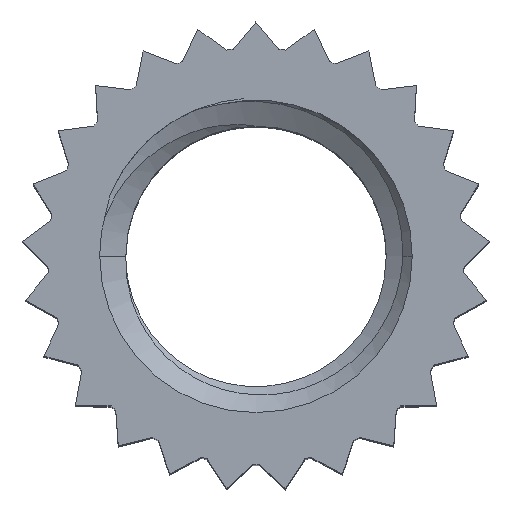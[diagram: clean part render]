
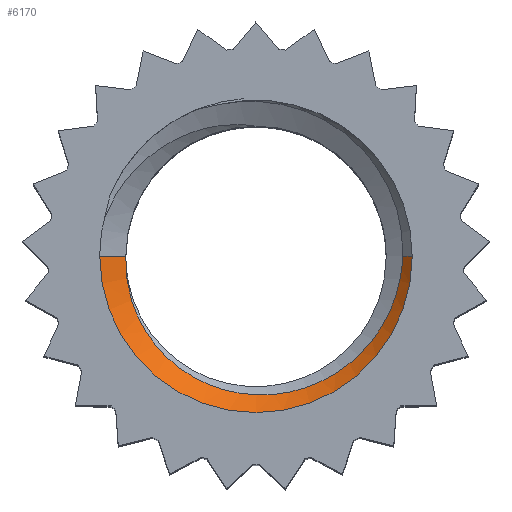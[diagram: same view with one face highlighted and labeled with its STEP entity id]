
A CAD part, top view. The second image highlights one B-rep face of the part: STEP entity #6170.
In plain terms, the highlighted conical face has half-angle 45 degrees and reference radius 1.5 mm.
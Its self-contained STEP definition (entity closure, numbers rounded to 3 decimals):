
#529 = CARTESIAN_POINT ( 'NONE',  ( 1.408, 0., 3.008 ) ) ;
#626 = CARTESIAN_POINT ( 'NONE',  ( -1.25, 0., 2.85 ) ) ;
#901 = FACE_OUTER_BOUND ( 'NONE', #6276, .T. ) ;
#929 = DIRECTION ( 'NONE',  ( 1., 0., 0. ) ) ;
#954 = CARTESIAN_POINT ( 'NONE',  ( -1.099, -0.674, 2.878 ) ) ;
#982 = CARTESIAN_POINT ( 'NONE',  ( -1.25, 0., 2.85 ) ) ;
#1138 = CIRCLE ( 'NONE', #4136, 1.5 ) ;
#1175 = CARTESIAN_POINT ( 'NONE',  ( -0.604, -1.16, 2.905 ) ) ;
#1198 = CONICAL_SURFACE ( 'NONE', #7347, 1.5, 0.785 ) ;
#1202 = CARTESIAN_POINT ( 'NONE',  ( 1.364, -0.347, 2.997 ) ) ;
#1218 = ORIENTED_EDGE ( 'NONE', *, *, #5467, .F. ) ;
#1328 = DIRECTION ( 'NONE',  ( -0.707, 0., 0.707 ) ) ;
#1414 = DIRECTION ( 'NONE',  ( 0.707, 0., 0.707 ) ) ;
#1563 = EDGE_CURVE ( 'NONE', #1697, #5100, #7668, .T. ) ;
#1697 = VERTEX_POINT ( 'NONE', #626 ) ;
#2181 = LINE ( 'NONE', #5715, #7761 ) ;
#2331 = CARTESIAN_POINT ( 'NONE',  ( -1.226, -0.351, 2.864 ) ) ;
#2355 = CARTESIAN_POINT ( 'NONE',  ( -0.75, -1.064, 2.899 ) ) ;
#2400 = CARTESIAN_POINT ( 'NONE',  ( 0.732, -1.156, 2.958 ) ) ;
#2450 = CARTESIAN_POINT ( 'NONE',  ( 1.226, -0.665, 2.984 ) ) ;
#3271 = CARTESIAN_POINT ( 'NONE',  ( 1.408, 0., 3.008 ) ) ;
#3442 = LINE ( 'NONE', #5056, #3643 ) ;
#3464 = CARTESIAN_POINT ( 'NONE',  ( -1.002, -0.824, 2.885 ) ) ;
#3634 = CARTESIAN_POINT ( 'NONE',  ( 0.239, -1.329, 2.939 ) ) ;
#3643 = VECTOR ( 'NONE', #1328, 1000. ) ;
#3684 = CARTESIAN_POINT ( 'NONE',  ( 0.411, -1.293, 2.945 ) ) ;
#3693 = EDGE_CURVE ( 'NONE', #5402, #7006, #1138, .T. ) ;
#4136 = AXIS2_PLACEMENT_3D ( 'NONE', #4746, #7709, #4667 ) ;
#4250 = CARTESIAN_POINT ( 'NONE',  ( -0.112, -1.332, 2.925 ) ) ;
#4304 = CARTESIAN_POINT ( 'NONE',  ( 1.403, -0.173, 3.003 ) ) ;
#4400 = ORIENTED_EDGE ( 'NONE', *, *, #1563, .F. ) ;
#4667 = DIRECTION ( 'NONE',  ( 1., 0., 0. ) ) ;
#4684 = CARTESIAN_POINT ( 'NONE',  ( -1.256, -0.176, 2.856 ) ) ;
#4746 = CARTESIAN_POINT ( 'NONE',  ( 0., 0., 3.1 ) ) ;
#4819 = CARTESIAN_POINT ( 'NONE',  ( 1.125, -0.812, 2.977 ) ) ;
#4889 = ORIENTED_EDGE ( 'NONE', *, *, #5980, .T. ) ;
#5056 = CARTESIAN_POINT ( 'NONE',  ( -1.5, 0., 3.1 ) ) ;
#5100 = VERTEX_POINT ( 'NONE', #3271 ) ;
#5197 = CARTESIAN_POINT ( 'NONE',  ( -1.5, 0., 3.1 ) ) ;
#5332 = CARTESIAN_POINT ( 'NONE',  ( -0.818, -1.008, 2.895 ) ) ;
#5402 = VERTEX_POINT ( 'NONE', #5197 ) ;
#5467 = EDGE_CURVE ( 'NONE', #5100, #7006, #2181, .T. ) ;
#5715 = CARTESIAN_POINT ( 'NONE',  ( 1.5, 0., 3.1 ) ) ;
#5876 = DIRECTION ( 'NONE',  ( 0., 0., 1. ) ) ;
#5980 = EDGE_CURVE ( 'NONE', #1697, #5402, #3442, .T. ) ;
#6170 = ADVANCED_FACE ( 'NONE', ( #901 ), #1198, .F. ) ;
#6246 = CARTESIAN_POINT ( 'NONE',  ( 1.5, 0., 3.1 ) ) ;
#6276 = EDGE_LOOP ( 'NONE', ( #4400, #4889, #6569, #1218 ) ) ;
#6569 = ORIENTED_EDGE ( 'NONE', *, *, #3693, .T. ) ;
#7006 = VERTEX_POINT ( 'NONE', #6246 ) ;
#7281 = CARTESIAN_POINT ( 'NONE',  ( -0.527, -1.2, 2.908 ) ) ;
#7304 = CARTESIAN_POINT ( 'NONE',  ( -0.285, -1.298, 2.918 ) ) ;
#7347 = AXIS2_PLACEMENT_3D ( 'NONE', #7678, #5876, #929 ) ;
#7668 = B_SPLINE_CURVE_WITH_KNOTS ( 'NONE', 3,
 ( #982, #4684, #2331, #954, #3464, #5332, #2355, #1175, #7281, #7304, #4250, #3634, #3684, #2400, #7958, #4819, #2450, #1202, #4304, #529 ),
 .UNSPECIFIED., .F., .F.,
 ( 4, 2, 2, 2, 2, 2, 2, 2, 2, 4 ),
 ( 0., 0.001, 0.001, 0.001, 0.002, 0.002, 0.003, 0.003, 0.004, 0.004 ),
 .UNSPECIFIED. ) ;
#7678 = CARTESIAN_POINT ( 'NONE',  ( 0., 0., 3.1 ) ) ;
#7709 = DIRECTION ( 'NONE',  ( 0., 0., 1. ) ) ;
#7761 = VECTOR ( 'NONE', #1414, 1000. ) ;
#7958 = CARTESIAN_POINT ( 'NONE',  ( 0.879, -1.057, 2.964 ) ) ;
